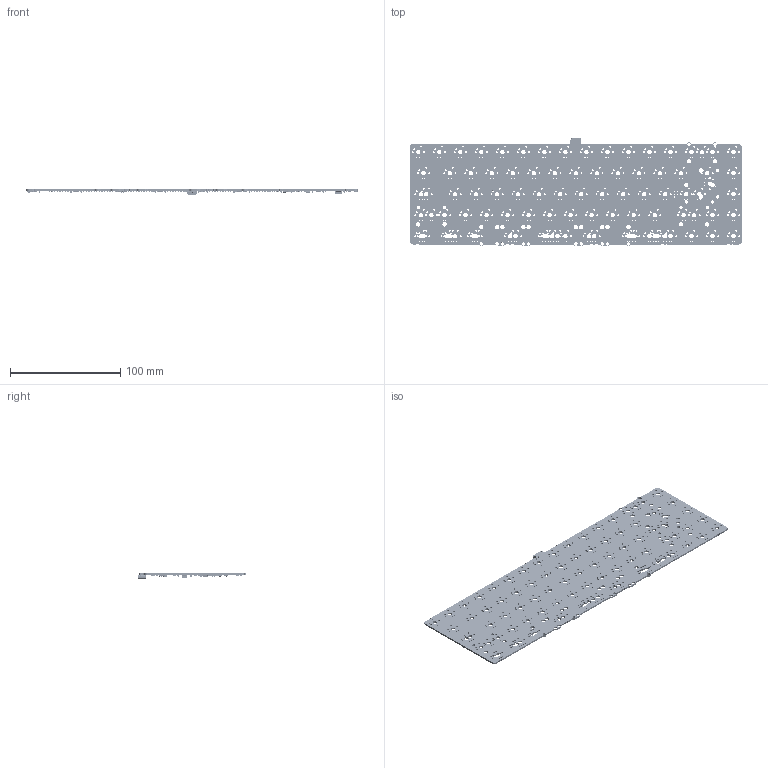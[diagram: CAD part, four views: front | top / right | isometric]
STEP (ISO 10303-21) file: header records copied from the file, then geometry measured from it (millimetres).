
FILE_DESCRIPTION(/* description */ (''),/* implementation_level */ '2;1');
FILE_NAME(/* name */ 'Hannah910_rev3-Kyuu-E65.step',/* time_stamp */ '2020-06-03T18:07:16+07:00',/* author */ (''),/* organization */ (''),/* preprocessor_version */ 'ST-DEVELOPER v18.1',/* originating_system */ 'Autodesk Translation Framework v9.3.0.1241',/* authorisation */ '');
FILE_SCHEMA (('AUTOMOTIVE_DESIGN { 1 0 10303 214 3 1 1 }'));
Products named in the file (24): Hannah910_rev3-Kyuu-E65; HRO-TYPE-C-31-M-12; SOLID (2); R_0805_2012Metric; SOLID; JST-SR-4; SOLID (1); SK6812_3535_v1; COMPOUND; D_SOD-323; SOLID (3); C_0805_2012Metric; SOLID (4); CP_EIA-3216-18_Kemet-A_v3; COMPOUND (1); QFN-44-1EP_7x7mm_P0.5mm_EP5.2x5.2mm; SOLID (7); SOIC-8_3.9x4.9mm_P1.27mm; SOLID (6); SOT-143; SOLID (5); resonator_16mhz; COMPOUND (2); COMPOUND (3)
Assembly tree (292 placements, depth 3):
  Hannah910_rev3-Kyuu-E65
    HRO-TYPE-C-31-M-12
      SOLID (2)
    R_0805_2012Metric  x80
      SOLID
    JST-SR-4
      SOLID (1)
    D_SOD-323  x146
      SOLID (3)
    SK6812_3535_v1  x22
      COMPOUND
    C_0805_2012Metric  x25
      SOLID (4)
    CP_EIA-3216-18_Kemet-A_v3
      COMPOUND (1)
    QFN-44-1EP_7x7mm_P0.5mm_EP5.2x5.2mm
      SOLID (7)
    SOIC-8_3.9x4.9mm_P1.27mm
      SOLID (6)
    SOT-143
      SOLID (5)
    resonator_16mhz
      COMPOUND (2)
    COMPOUND (3)
Bounding box: 300.93 x 98.19 x 4.86 mm (x, y, z)
Volume: 40783.3 mm3; surface area: 62482 mm2
Topology: 408 solids, 408 shells, 16647 faces, 41002 edges, 25400 vertices
Faces by surface type: plane 12778, cylinder 3671, bspline 166, cone 32
Full cylindrical faces by diameter (mm): 0.4 x1, 0.5 x2, 0.6 x1, 0.65 x2, 1 x6, 1.1 x171, 1.702 x142, 1.8 x175, 3.048 x19, 3.988 x86
Entity records: 80840 total; most frequent: CARTESIAN_POINT 16034, DIRECTION 12795, ORIENTED_EDGE 12644, EDGE_CURVE 6322, AXIS2_PLACEMENT_3D 4393, VERTEX_POINT 4156, LINE 4009, VECTOR 4009
